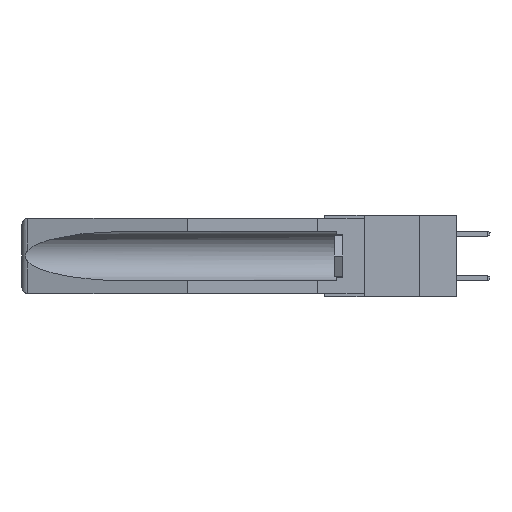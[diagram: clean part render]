
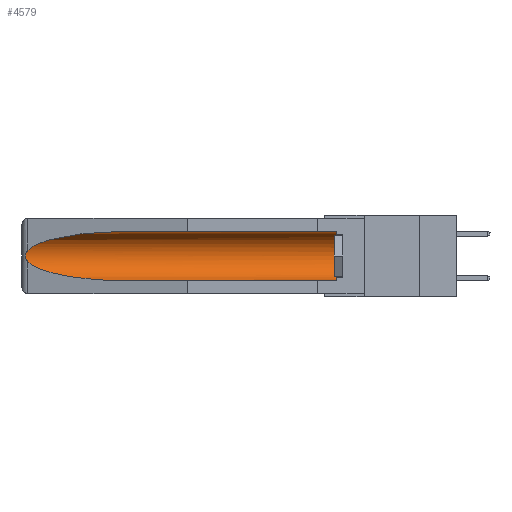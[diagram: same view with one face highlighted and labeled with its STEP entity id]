
A CAD part, left-side view. The second image highlights one B-rep face of the part: STEP entity #4579.
In plain terms, the highlighted cylindrical face has radius 2.857 mm (diameter 5.715 mm), a partial arc.
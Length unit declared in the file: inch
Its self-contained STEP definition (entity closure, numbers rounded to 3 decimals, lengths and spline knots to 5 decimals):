
#702 = FACE_OUTER_BOUND ( 'NONE', #16735, .T. ) ;
#751 = VERTEX_POINT ( 'NONE', #13076 ) ;
#2376 = CARTESIAN_POINT ( 'NONE',  ( 0.26537, 1.52718, -0.14972 ) ) ;
#2388 = CARTESIAN_POINT ( 'NONE',  ( 0.155, -0.30754, -0.059 ) ) ;
#2568 = AXIS2_PLACEMENT_3D ( 'NONE', #10581, #19928, #22132 ) ;
#2789 = ORIENTED_EDGE ( 'NONE', *, *, #7819, .T. ) ;
#3242 = VERTEX_POINT ( 'NONE', #15944 ) ;
#3466 = CARTESIAN_POINT ( 'NONE',  ( 0.155, 1.07973, -0.284 ) ) ;
#3471 = CARTESIAN_POINT ( 'NONE',  ( 0.25451, 1.48313, -0.09465 ) ) ;
#3772 = ORIENTED_EDGE ( 'NONE', *, *, #18160, .T. ) ;
#4119 = CARTESIAN_POINT ( 'NONE',  ( 0.2673, 1.53269, -0.17917 ) ) ;
#4204 = CARTESIAN_POINT ( 'NONE',  ( 0.26597, 1.5296, -0.19026 ) ) ;
#4579 = ADVANCED_FACE ( 'NONE', ( #702 ), #15586, .F. ) ;
#5873 =( BOUNDED_CURVE ( )  B_SPLINE_CURVE ( 3, ( #10976, #9247, #3471, #20387 ),
 .UNSPECIFIED., .F., .F. ) 
 B_SPLINE_CURVE_WITH_KNOTS ( ( 4, 4 ),
 ( 4.71239, 6.08839 ),
 .UNSPECIFIED. ) 
 CURVE ( )  GEOMETRIC_REPRESENTATION_ITEM ( )  RATIONAL_B_SPLINE_CURVE ( ( 1., 0.848, 0.848, 1. ) ) 
 REPRESENTATION_ITEM ( '' )  );
#6015 = VECTOR ( 'NONE', #15227, 39.37008 ) ;
#6089 = VECTOR ( 'NONE', #10083, 39.37008 ) ;
#6180 = CARTESIAN_POINT ( 'NONE',  ( 0.26655, 1.53094, -0.18657 ) ) ;
#6307 = B_SPLINE_CURVE_WITH_KNOTS ( 'NONE', 3,
 ( #2376, #7683, #21036, #22750, #9566, #15381, #4119, #6180, #4204, #9728 ),
 .UNSPECIFIED., .F., .F.,
 ( 4, 2, 2, 2, 4 ),
 ( 0., 0.00029, 0.00058, 0.00087, 0.00117 ),
 .UNSPECIFIED. ) ;
#6760 = CARTESIAN_POINT ( 'NONE',  ( 0.155, 1.07973, -0.284 ) ) ;
#7161 = DIRECTION ( 'NONE',  ( 0., 0., 1. ) ) ;
#7521 = LINE ( 'NONE', #21302, #6089 ) ;
#7683 = CARTESIAN_POINT ( 'NONE',  ( 0.26597, 1.52961, -0.15275 ) ) ;
#7819 = EDGE_CURVE ( 'NONE', #9910, #14950, #5873, .T. ) ;
#8433 =( BOUNDED_CURVE ( )  B_SPLINE_CURVE ( 3, ( #20384, #12605, #23897, #3466 ),
 .UNSPECIFIED., .F., .F. ) 
 B_SPLINE_CURVE_WITH_KNOTS ( ( 4, 4 ),
 ( 0.1948, 1.5708 ),
 .UNSPECIFIED. ) 
 CURVE ( )  GEOMETRIC_REPRESENTATION_ITEM ( )  RATIONAL_B_SPLINE_CURVE ( ( 1., 0.848, 0.848, 1. ) ) 
 REPRESENTATION_ITEM ( '' )  );
#8522 = AXIS2_PLACEMENT_3D ( 'NONE', #12662, #11034, #7161 ) ;
#9238 = CARTESIAN_POINT ( 'NONE',  ( 0.155, 0.126, -0.059 ) ) ;
#9247 = CARTESIAN_POINT ( 'NONE',  ( 0.21114, 1.30732, -0.059 ) ) ;
#9566 = CARTESIAN_POINT ( 'NONE',  ( 0.2675, 1.53308, -0.16763 ) ) ;
#9728 = CARTESIAN_POINT ( 'NONE',  ( 0.26537, 1.52718, -0.19328 ) ) ;
#9910 = VERTEX_POINT ( 'NONE', #17018 ) ;
#10083 = DIRECTION ( 'NONE',  ( 0., 1., 0. ) ) ;
#10581 = CARTESIAN_POINT ( 'NONE',  ( 0.155, 0.126, -0.1715 ) ) ;
#10976 = CARTESIAN_POINT ( 'NONE',  ( 0.155, 1.07973, -0.059 ) ) ;
#11034 = DIRECTION ( 'NONE',  ( 0., 1., 0. ) ) ;
#11165 = ORIENTED_EDGE ( 'NONE', *, *, #15880, .F. ) ;
#12605 = CARTESIAN_POINT ( 'NONE',  ( 0.25451, 1.48313, -0.24835 ) ) ;
#12662 = CARTESIAN_POINT ( 'NONE',  ( 0.155, -0.30754, -0.1715 ) ) ;
#13076 = CARTESIAN_POINT ( 'NONE',  ( 0.155, 0.126, -0.284 ) ) ;
#13318 = CIRCLE ( 'NONE', #2568, 0.1125 ) ;
#14950 = VERTEX_POINT ( 'NONE', #22722 ) ;
#15227 = DIRECTION ( 'NONE',  ( 0., 1., 0. ) ) ;
#15381 = CARTESIAN_POINT ( 'NONE',  ( 0.2675, 1.53308, -0.17534 ) ) ;
#15586 = CYLINDRICAL_SURFACE ( 'NONE', #8522, 0.1125 ) ;
#15880 = EDGE_CURVE ( 'NONE', #751, #18707, #7521, .T. ) ;
#15944 = CARTESIAN_POINT ( 'NONE',  ( 0.26537, 1.52718, -0.19328 ) ) ;
#16663 = EDGE_CURVE ( 'NONE', #3242, #18707, #8433, .T. ) ;
#16735 = EDGE_LOOP ( 'NONE', ( #2789, #3772, #22457, #11165, #20203, #22970 ) ) ;
#16889 = EDGE_CURVE ( 'NONE', #21055, #9910, #23906, .T. ) ;
#17018 = CARTESIAN_POINT ( 'NONE',  ( 0.155, 1.07973, -0.059 ) ) ;
#17622 = EDGE_CURVE ( 'NONE', #751, #21055, #13318, .T. ) ;
#18160 = EDGE_CURVE ( 'NONE', #14950, #3242, #6307, .T. ) ;
#18707 = VERTEX_POINT ( 'NONE', #6760 ) ;
#19928 = DIRECTION ( 'NONE',  ( 0., -1., 0. ) ) ;
#20203 = ORIENTED_EDGE ( 'NONE', *, *, #17622, .T. ) ;
#20384 = CARTESIAN_POINT ( 'NONE',  ( 0.26537, 1.52718, -0.19328 ) ) ;
#20387 = CARTESIAN_POINT ( 'NONE',  ( 0.26537, 1.52718, -0.14972 ) ) ;
#21036 = CARTESIAN_POINT ( 'NONE',  ( 0.26654, 1.53092, -0.15636 ) ) ;
#21055 = VERTEX_POINT ( 'NONE', #9238 ) ;
#21302 = CARTESIAN_POINT ( 'NONE',  ( 0.155, -0.30754, -0.284 ) ) ;
#22132 = DIRECTION ( 'NONE',  ( 0., 0., 1. ) ) ;
#22457 = ORIENTED_EDGE ( 'NONE', *, *, #16663, .T. ) ;
#22722 = CARTESIAN_POINT ( 'NONE',  ( 0.26537, 1.52718, -0.14972 ) ) ;
#22750 = CARTESIAN_POINT ( 'NONE',  ( 0.2673, 1.5327, -0.16383 ) ) ;
#22970 = ORIENTED_EDGE ( 'NONE', *, *, #16889, .T. ) ;
#23897 = CARTESIAN_POINT ( 'NONE',  ( 0.21114, 1.30732, -0.284 ) ) ;
#23906 = LINE ( 'NONE', #2388, #6015 ) ;
